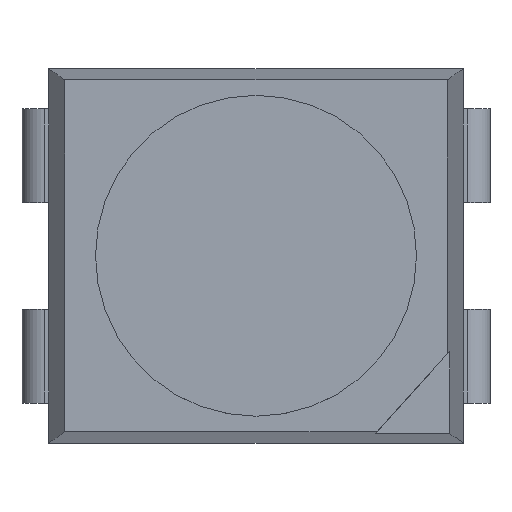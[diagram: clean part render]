
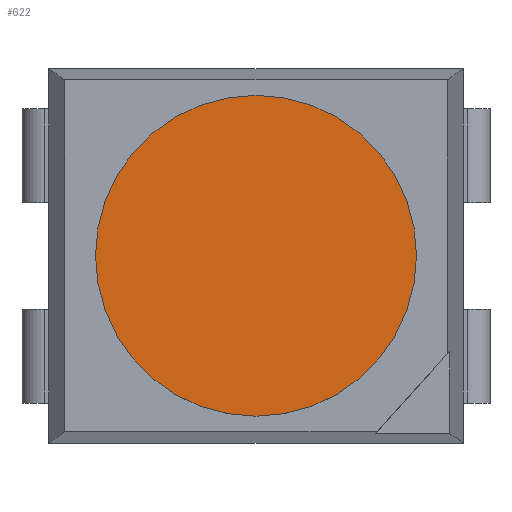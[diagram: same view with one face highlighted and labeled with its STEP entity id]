
A CAD part, top view. The second image highlights one B-rep face of the part: STEP entity #622.
In plain terms, the highlighted planar face has unit normal (0, 0, 1).
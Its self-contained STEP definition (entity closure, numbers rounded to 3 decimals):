
#85 = VERTEX_POINT ( 'NONE', #2268 ) ;
#197 = DIRECTION ( 'NONE',  ( 0., 0., 1. ) ) ;
#359 = FACE_OUTER_BOUND ( 'NONE', #1833, .T. ) ;
#468 = ORIENTED_EDGE ( 'NONE', *, *, #498, .T. ) ;
#498 = EDGE_CURVE ( 'NONE', #85, #787, #2101, .T. ) ;
#622 = ADVANCED_FACE ( 'NONE', ( #359 ), #2681, .T. ) ;
#787 = VERTEX_POINT ( 'NONE', #2352 ) ;
#932 = CARTESIAN_POINT ( 'NONE',  ( 0., 0., 1.88 ) ) ;
#969 = AXIS2_PLACEMENT_3D ( 'NONE', #932, #2484, #1813 ) ;
#1035 = DIRECTION ( 'NONE',  ( 1., 0., 0. ) ) ;
#1158 = ORIENTED_EDGE ( 'NONE', *, *, #1461, .T. ) ;
#1265 = CARTESIAN_POINT ( 'NONE',  ( 0., 0., 1.88 ) ) ;
#1294 = AXIS2_PLACEMENT_3D ( 'NONE', #1265, #197, #2185 ) ;
#1461 = EDGE_CURVE ( 'NONE', #787, #85, #2436, .T. ) ;
#1813 = DIRECTION ( 'NONE',  ( 1., 0., 0. ) ) ;
#1833 = EDGE_LOOP ( 'NONE', ( #1158, #468 ) ) ;
#2101 = CIRCLE ( 'NONE', #2462, 1.2 ) ;
#2133 = DIRECTION ( 'NONE',  ( 0., 0., 1. ) ) ;
#2148 = CARTESIAN_POINT ( 'NONE',  ( 0., 0., 1.88 ) ) ;
#2185 = DIRECTION ( 'NONE',  ( 1., 0., 0. ) ) ;
#2268 = CARTESIAN_POINT ( 'NONE',  ( 1.2, 0., 1.88 ) ) ;
#2352 = CARTESIAN_POINT ( 'NONE',  ( -1.2, 0., 1.88 ) ) ;
#2436 = CIRCLE ( 'NONE', #1294, 1.2 ) ;
#2462 = AXIS2_PLACEMENT_3D ( 'NONE', #2148, #2133, #1035 ) ;
#2484 = DIRECTION ( 'NONE',  ( 0., 0., 1. ) ) ;
#2681 = PLANE ( 'NONE',  #969 ) ;
